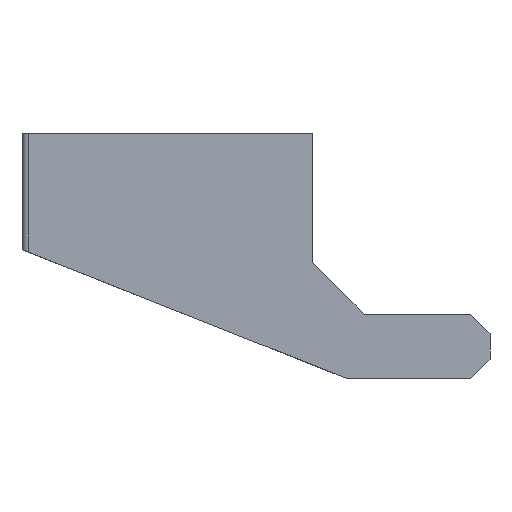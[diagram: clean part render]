
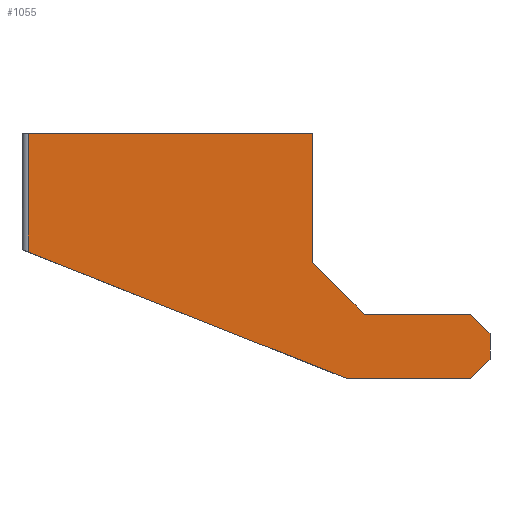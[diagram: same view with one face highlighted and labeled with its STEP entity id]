
A CAD part, front view. The second image highlights one B-rep face of the part: STEP entity #1055.
In plain terms, the highlighted planar face has unit normal (0, -1, 0).
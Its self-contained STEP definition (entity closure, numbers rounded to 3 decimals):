
#29 = VERTEX_POINT ( 'NONE', #929 ) ;
#38 = VERTEX_POINT ( 'NONE', #1185 ) ;
#43 = ORIENTED_EDGE ( 'NONE', *, *, #572, .T. ) ;
#46 = CARTESIAN_POINT ( 'NONE',  ( 35., -8.5, -15. ) ) ;
#73 = EDGE_LOOP ( 'NONE', ( #1126, #98, #793, #1401, #1573, #664, #43, #340, #245, #1370 ) ) ;
#89 = VERTEX_POINT ( 'NONE', #1045 ) ;
#98 = ORIENTED_EDGE ( 'NONE', *, *, #336, .T. ) ;
#102 = CARTESIAN_POINT ( 'NONE',  ( 7.5, -8.5, 20. ) ) ;
#115 = LINE ( 'NONE', #602, #969 ) ;
#121 = LINE ( 'NONE', #102, #490 ) ;
#165 = LINE ( 'NONE', #1007, #313 ) ;
#166 = CARTESIAN_POINT ( 'NONE',  ( 15.5, -8.5, -8. ) ) ;
#181 = FACE_OUTER_BOUND ( 'NONE', #73, .T. ) ;
#196 = CARTESIAN_POINT ( 'NONE',  ( -37.5, -8.5, 2. ) ) ;
#216 = LINE ( 'NONE', #1420, #489 ) ;
#225 = CARTESIAN_POINT ( 'NONE',  ( -36.5, -8.5, 20. ) ) ;
#245 = ORIENTED_EDGE ( 'NONE', *, *, #542, .F. ) ;
#273 = CARTESIAN_POINT ( 'NONE',  ( 7.5, -8.5, -8. ) ) ;
#274 = VERTEX_POINT ( 'NONE', #1255 ) ;
#313 = VECTOR ( 'NONE', #1389, 1000. ) ;
#332 = CARTESIAN_POINT ( 'NONE',  ( 35., -8.5, -11. ) ) ;
#334 = VECTOR ( 'NONE', #478, 1000. ) ;
#336 = EDGE_CURVE ( 'NONE', #864, #29, #165, .T. ) ;
#340 = ORIENTED_EDGE ( 'NONE', *, *, #1250, .F. ) ;
#350 = DIRECTION ( 'NONE',  ( -1., 0., 0. ) ) ;
#417 = VECTOR ( 'NONE', #656, 1000. ) ;
#478 = DIRECTION ( 'NONE',  ( 0., 0., -1. ) ) ;
#482 = LINE ( 'NONE', #273, #1149 ) ;
#489 = VECTOR ( 'NONE', #701, 1000. ) ;
#490 = VECTOR ( 'NONE', #1594, 1000. ) ;
#492 = DIRECTION ( 'NONE',  ( 1., 0., 0. ) ) ;
#500 = CARTESIAN_POINT ( 'NONE',  ( -37.5, -8.5, 20. ) ) ;
#538 = DIRECTION ( 'NONE',  ( 0., 0., 1. ) ) ;
#542 = EDGE_CURVE ( 'NONE', #274, #89, #1595, .T. ) ;
#572 = EDGE_CURVE ( 'NONE', #1090, #38, #971, .T. ) ;
#602 = CARTESIAN_POINT ( 'NONE',  ( 32., -8.5, -18. ) ) ;
#613 = CARTESIAN_POINT ( 'NONE',  ( 7.5, -8.5, 20. ) ) ;
#632 = EDGE_CURVE ( 'NONE', #274, #1106, #115, .T. ) ;
#656 = DIRECTION ( 'NONE',  ( -0.929, 0., 0.369 ) ) ;
#664 = ORIENTED_EDGE ( 'NONE', *, *, #1547, .F. ) ;
#701 = DIRECTION ( 'NONE',  ( -0.707, 0., 0.707 ) ) ;
#738 = DIRECTION ( 'NONE',  ( 0., 1., 0. ) ) ;
#740 = CARTESIAN_POINT ( 'NONE',  ( -37.5, -8.5, -18. ) ) ;
#778 = CARTESIAN_POINT ( 'NONE',  ( 7.5, -8.5, 0. ) ) ;
#793 = ORIENTED_EDGE ( 'NONE', *, *, #1400, .F. ) ;
#838 = CARTESIAN_POINT ( 'NONE',  ( 35., -8.5, -18. ) ) ;
#864 = VERTEX_POINT ( 'NONE', #332 ) ;
#900 = PLANE ( 'NONE',  #1485 ) ;
#929 = CARTESIAN_POINT ( 'NONE',  ( 32., -8.5, -8. ) ) ;
#969 = VECTOR ( 'NONE', #1584, 1000. ) ;
#971 = LINE ( 'NONE', #225, #334 ) ;
#996 = DIRECTION ( 'NONE',  ( 0., 0., 1. ) ) ;
#1002 = VECTOR ( 'NONE', #1065, 1000. ) ;
#1007 = CARTESIAN_POINT ( 'NONE',  ( 32., -8.5, -8. ) ) ;
#1015 = CARTESIAN_POINT ( 'NONE',  ( -36.5, -8.5, 20. ) ) ;
#1045 = CARTESIAN_POINT ( 'NONE',  ( 12.877, -8.5, -18. ) ) ;
#1055 = ADVANCED_FACE ( 'NONE', ( #181 ), #900, .F. ) ;
#1065 = DIRECTION ( 'NONE',  ( 1., 0., 0. ) ) ;
#1090 = VERTEX_POINT ( 'NONE', #1015 ) ;
#1106 = VERTEX_POINT ( 'NONE', #46 ) ;
#1126 = ORIENTED_EDGE ( 'NONE', *, *, #1230, .T. ) ;
#1141 = VERTEX_POINT ( 'NONE', #778 ) ;
#1149 = VECTOR ( 'NONE', #492, 1000. ) ;
#1153 = VERTEX_POINT ( 'NONE', #166 ) ;
#1175 = LINE ( 'NONE', #1551, #1002 ) ;
#1185 = CARTESIAN_POINT ( 'NONE',  ( -36.5, -8.5, 1.603 ) ) ;
#1222 = VECTOR ( 'NONE', #350, 1000. ) ;
#1230 = EDGE_CURVE ( 'NONE', #1106, #864, #1234, .T. ) ;
#1234 = LINE ( 'NONE', #838, #1591 ) ;
#1250 = EDGE_CURVE ( 'NONE', #89, #38, #1394, .T. ) ;
#1255 = CARTESIAN_POINT ( 'NONE',  ( 32., -8.5, -18. ) ) ;
#1370 = ORIENTED_EDGE ( 'NONE', *, *, #632, .T. ) ;
#1389 = DIRECTION ( 'NONE',  ( -0.707, 0., 0.707 ) ) ;
#1394 = LINE ( 'NONE', #196, #417 ) ;
#1400 = EDGE_CURVE ( 'NONE', #1153, #29, #482, .T. ) ;
#1401 = ORIENTED_EDGE ( 'NONE', *, *, #1507, .T. ) ;
#1420 = CARTESIAN_POINT ( 'NONE',  ( -25., -8.5, 32.5 ) ) ;
#1485 = AXIS2_PLACEMENT_3D ( 'NONE', #500, #738, #538 ) ;
#1507 = EDGE_CURVE ( 'NONE', #1153, #1141, #216, .T. ) ;
#1547 = EDGE_CURVE ( 'NONE', #1090, #1588, #1175, .T. ) ;
#1551 = CARTESIAN_POINT ( 'NONE',  ( -37.5, -8.5, 20. ) ) ;
#1573 = ORIENTED_EDGE ( 'NONE', *, *, #1586, .F. ) ;
#1584 = DIRECTION ( 'NONE',  ( 0.707, 0., 0.707 ) ) ;
#1586 = EDGE_CURVE ( 'NONE', #1588, #1141, #121, .T. ) ;
#1588 = VERTEX_POINT ( 'NONE', #613 ) ;
#1591 = VECTOR ( 'NONE', #996, 1000. ) ;
#1594 = DIRECTION ( 'NONE',  ( 0., 0., -1. ) ) ;
#1595 = LINE ( 'NONE', #740, #1222 ) ;
